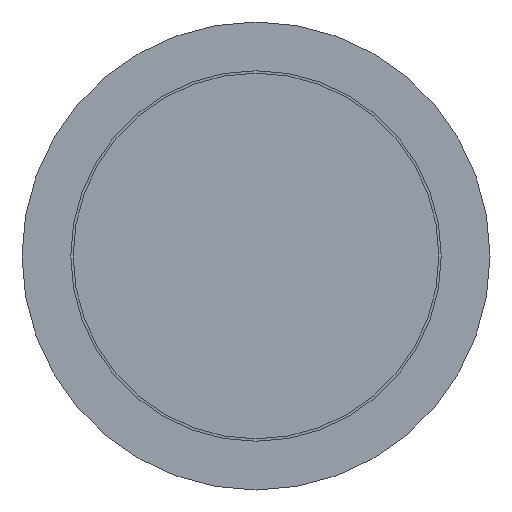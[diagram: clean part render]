
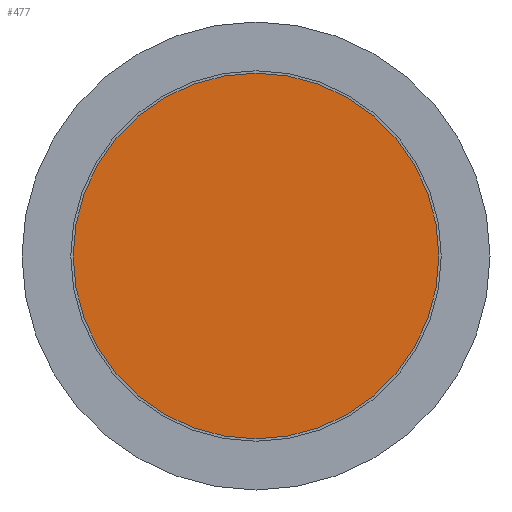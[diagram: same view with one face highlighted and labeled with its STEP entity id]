
A CAD part, front view. The second image highlights one B-rep face of the part: STEP entity #477.
In plain terms, the highlighted planar face has unit normal (0, -1, 0).
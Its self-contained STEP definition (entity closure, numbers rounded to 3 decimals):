
#8 = PLANE ( 'NONE',  #460 ) ;
#75 = DIRECTION ( 'NONE',  ( 0., 0., -1. ) ) ;
#103 = CARTESIAN_POINT ( 'NONE',  ( 0., 0., -18.75 ) ) ;
#174 = CARTESIAN_POINT ( 'NONE',  ( -18.75, 0., 0. ) ) ;
#180 = DIRECTION ( 'NONE',  ( 0., 1., 0. ) ) ;
#185 = FACE_OUTER_BOUND ( 'NONE', #313, .T. ) ;
#195 = CIRCLE ( 'NONE', #542, 18.75 ) ;
#313 = EDGE_LOOP ( 'NONE', ( #464 ) ) ;
#319 = EDGE_CURVE ( 'NONE', #493, #493, #195, .T. ) ;
#426 = CARTESIAN_POINT ( 'NONE',  ( 0., 0., 0. ) ) ;
#460 = AXIS2_PLACEMENT_3D ( 'NONE', #174, #180, #520 ) ;
#464 = ORIENTED_EDGE ( 'NONE', *, *, #319, .T. ) ;
#477 = ADVANCED_FACE ( 'NONE', ( #185 ), #8, .F. ) ;
#493 = VERTEX_POINT ( 'NONE', #103 ) ;
#508 = DIRECTION ( 'NONE',  ( 0., -1., 0. ) ) ;
#520 = DIRECTION ( 'NONE',  ( 0., 0., 1. ) ) ;
#542 = AXIS2_PLACEMENT_3D ( 'NONE', #426, #508, #75 ) ;
